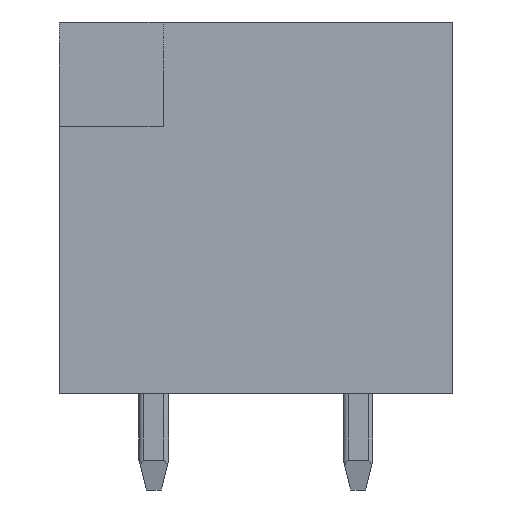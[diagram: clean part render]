
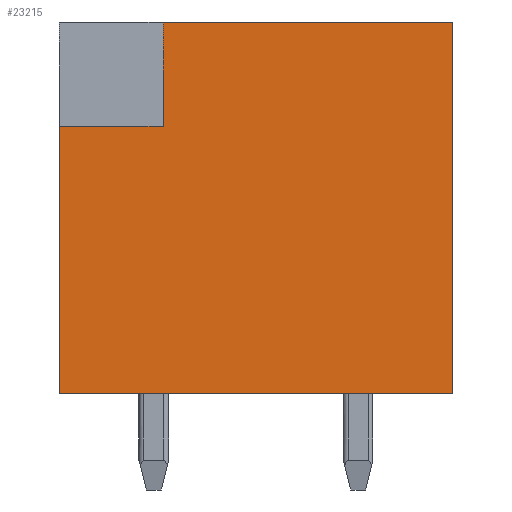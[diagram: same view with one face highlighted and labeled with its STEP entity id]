
A CAD part, left-side view. The second image highlights one B-rep face of the part: STEP entity #23215.
In plain terms, the highlighted planar face has unit normal (-1, 0, 0).
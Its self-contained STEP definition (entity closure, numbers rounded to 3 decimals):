
#9=DIRECTION('',(0.,1.,0.));
#10=VECTOR('',#9,10.6);
#11=CARTESIAN_POINT('',(-31.9,-5.3,-6.3));
#12=LINE('',#11,#10);
#1742=DIRECTION('',(0.,1.,0.));
#1743=VECTOR('',#1742,7.8);
#1744=CARTESIAN_POINT('',(-31.9,-5.3,3.7));
#1745=LINE('',#1744,#1743);
#9098=DIRECTION('',(0.,-1.,0.));
#9099=VECTOR('',#9098,2.8);
#9100=CARTESIAN_POINT('',(-31.9,5.3,0.9));
#9101=LINE('',#9100,#9099);
#9102=DIRECTION('',(0.,0.,-1.));
#9103=VECTOR('',#9102,2.8);
#9104=CARTESIAN_POINT('',(-31.9,2.5,3.7));
#9105=LINE('',#9104,#9103);
#9106=DIRECTION('',(0.,0.,-1.));
#9107=VECTOR('',#9106,10.);
#9108=CARTESIAN_POINT('',(-31.9,-5.3,3.7));
#9109=LINE('',#9108,#9107);
#9114=DIRECTION('',(0.,0.,-1.));
#9115=VECTOR('',#9114,7.2);
#9116=CARTESIAN_POINT('',(-31.9,5.3,0.9));
#9117=LINE('',#9116,#9115);
#11511=CARTESIAN_POINT('',(-31.9,-5.3,-6.3));
#11512=CARTESIAN_POINT('',(-31.9,5.3,-6.3));
#11513=VERTEX_POINT('',#11511);
#11514=VERTEX_POINT('',#11512);
#11515=CARTESIAN_POINT('',(-31.9,-5.3,3.7));
#11516=VERTEX_POINT('',#11515);
#11551=CARTESIAN_POINT('',(-31.9,2.5,0.9));
#11552=VERTEX_POINT('',#11551);
#11555=CARTESIAN_POINT('',(-31.9,5.3,0.9));
#11556=VERTEX_POINT('',#11555);
#11559=CARTESIAN_POINT('',(-31.9,2.5,3.7));
#11560=VERTEX_POINT('',#11559);
#23201=CARTESIAN_POINT('',(-31.9,-5.3,3.7));
#23202=DIRECTION('',(1.,0.,0.));
#23203=DIRECTION('',(0.,1.,0.));
#23204=AXIS2_PLACEMENT_3D('',#23201,#23202,#23203);
#23205=PLANE('',#23204);
#23206=ORIENTED_EDGE('',*,*,#23181,.T.);
#23207=ORIENTED_EDGE('',*,*,#23196,.F.);
#23208=ORIENTED_EDGE('',*,*,#13032,.F.);
#23209=ORIENTED_EDGE('',*,*,#11568,.T.);
#23210=ORIENTED_EDGE('',*,*,#11584,.T.);
#23212=ORIENTED_EDGE('',*,*,#23211,.F.);
#23213=EDGE_LOOP('',(#23206,#23207,#23208,#23209,#23210,#23212));
#23214=FACE_OUTER_BOUND('',#23213,.F.);
#23215=ADVANCED_FACE('',(#23214),#23205,.F.);
#11568=EDGE_CURVE('',#11516,#11513,#9109,.T.);
#11584=EDGE_CURVE('',#11513,#11514,#12,.T.);
#13032=EDGE_CURVE('',#11516,#11560,#1745,.T.);
#23181=EDGE_CURVE('',#11556,#11552,#9101,.T.);
#23196=EDGE_CURVE('',#11560,#11552,#9105,.T.);
#23211=EDGE_CURVE('',#11556,#11514,#9117,.T.);
